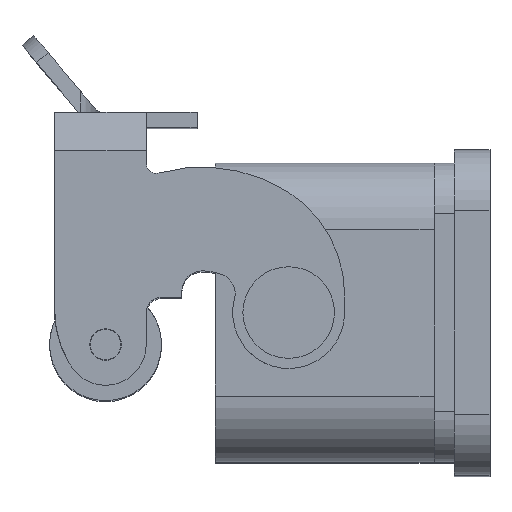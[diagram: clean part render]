
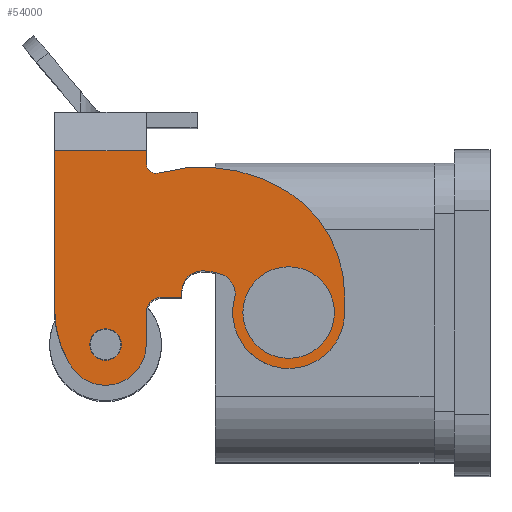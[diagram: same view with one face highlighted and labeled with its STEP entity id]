
A CAD part, top view. The second image highlights one B-rep face of the part: STEP entity #54000.
In plain terms, the highlighted face is planar.
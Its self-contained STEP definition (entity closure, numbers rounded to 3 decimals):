
#48780=CARTESIAN_POINT('',(39.15,2.29,
12.669));
#48790=DIRECTION('',(1.,0.,0.));
#48800=DIRECTION('',(0.,0.,-1.));
#48810=AXIS2_PLACEMENT_3D('',#48780,#48790,#48800);
#48820=CIRCLE('',#48810,12.);
#48830=CARTESIAN_POINT('',(39.15,-9.71,
12.669));
#48840=VERTEX_POINT('',#48830);
#48850=CARTESIAN_POINT('',(39.15,-4.026,
2.465));
#48860=VERTEX_POINT('',#48850);
#48870=EDGE_CURVE('',#48840,#48860,#48820,.T.);
#49270=CARTESIAN_POINT('',(39.15,-9.71,
14.4));
#49280=DIRECTION('',(0.,0.,-1.));
#49290=VECTOR('',#49280,1.);
#49300=LINE('',#49270,#49290);
#49310=CARTESIAN_POINT('',(39.15,-9.71,
14.4));
#49320=VERTEX_POINT('',#49310);
#49330=EDGE_CURVE('',#49320,#48840,#49300,.T.);
#49650=CARTESIAN_POINT('',(39.15,-4.21,
14.4));
#49660=DIRECTION('',(1.,0.,0.));
#49670=DIRECTION('',(0.,0.,-1.));
#49680=AXIS2_PLACEMENT_3D('',#49650,#49660,#49670);
#49690=CIRCLE('',#49680,5.5);
#49700=CARTESIAN_POINT('',(39.15,1.114,
13.021));
#49710=VERTEX_POINT('',#49700);
#49720=EDGE_CURVE('',#49710,#49320,#49690,.T.);
#50050=CARTESIAN_POINT('',(39.15,4.29,
15.9));
#50060=DIRECTION('',(1.,0.,0.));
#50070=DIRECTION('',(0.,0.,-1.));
#50080=AXIS2_PLACEMENT_3D('',#50050,#50060,#50070);
#50090=CIRCLE('',#50080,15.8);
#50100=CARTESIAN_POINT('',(39.15,8.522,
0.677));
#50110=VERTEX_POINT('',#50100);
#50120=EDGE_CURVE('',#48860,#50110,#50090,.T.);
#51990=CARTESIAN_POINT('',(39.15,4.29,
15.9));
#52000=DIRECTION('',(1.,0.,0.));
#52010=DIRECTION('',(0.,0.,-1.));
#52020=AXIS2_PLACEMENT_3D('',#51990,#52000,#52010);
#52030=CIRCLE('',#52020,5.6);
#52040=CARTESIAN_POINT('',(39.15,2.362,
10.642));
#52050=VERTEX_POINT('',#52040);
#52060=CARTESIAN_POINT('',(39.15,4.29,
10.3));
#52070=VERTEX_POINT('',#52060);
#52080=EDGE_CURVE('',#52050,#52070,#52030,.T.);
#52380=CARTESIAN_POINT('',(39.15,3.051,
12.52));
#52390=DIRECTION('',(1.,0.,0.));
#52400=DIRECTION('',(0.,0.,-1.));
#52410=AXIS2_PLACEMENT_3D('',#52380,#52390,#52400);
#52420=CIRCLE('',#52410,2.);
#52430=EDGE_CURVE('',#49710,#52050,#52420,.T.);
#52580=CARTESIAN_POINT('',(39.15,7.011,
-51.39));
#52590=DIRECTION('',(1.,0.,0.));
#52600=DIRECTION('',(0.,0.,-1.));
#52610=AXIS2_PLACEMENT_3D('',#52580,#52590,#52600);
#52620=PLANE('',#52610);
#52630=CARTESIAN_POINT('',(39.15,-4.21,
14.4));
#52640=DIRECTION('',(1.,0.,0.));
#52650=DIRECTION('',(0.,0.,-1.));
#52660=AXIS2_PLACEMENT_3D('',#52630,#52640,#52650);
#52670=CIRCLE('',#52660,4.5);
#52680=CARTESIAN_POINT('',(39.15,-4.21,
18.9));
#52690=VERTEX_POINT('',#52680);
#52700=CARTESIAN_POINT('',(39.15,-4.21,
9.9));
#52710=VERTEX_POINT('',#52700);
#52720=EDGE_CURVE('',#52690,#52710,#52670,.T.);
#52730=ORIENTED_EDGE('',*,*,#52720,.F.);
#52740=EDGE_CURVE('',#52710,#52690,#52670,.T.);
#52750=ORIENTED_EDGE('',*,*,#52740,.F.);
#52760=EDGE_LOOP('',(#52750,#52730));
#52770=FACE_BOUND('',#52760,.T.);
#52780=CARTESIAN_POINT('',(39.15,13.79,
17.55));
#52790=DIRECTION('',(1.,0.,0.));
#52800=DIRECTION('',(0.,0.,-1.));
#52810=AXIS2_PLACEMENT_3D('',#52780,#52790,#52800);
#52820=CIRCLE('',#52810,1.55);
#52830=CARTESIAN_POINT('',(39.15,13.79,
19.1));
#52840=VERTEX_POINT('',#52830);
#52850=CARTESIAN_POINT('',(39.15,13.79,
16.));
#52860=VERTEX_POINT('',#52850);
#52870=EDGE_CURVE('',#52840,#52860,#52820,.T.);
#52880=ORIENTED_EDGE('',*,*,#52870,.F.);
#52890=EDGE_CURVE('',#52860,#52840,#52820,.T.);
#52900=ORIENTED_EDGE('',*,*,#52890,.F.);
#52910=EDGE_LOOP('',(#52900,#52880));
#52920=FACE_BOUND('',#52910,.T.);
#52930=CARTESIAN_POINT('',(39.15,4.29,
12.3));
#52940=DIRECTION('',(1.,0.,0.));
#52950=DIRECTION('',(0.,0.,-1.));
#52960=AXIS2_PLACEMENT_3D('',#52930,#52940,#52950);
#52970=CIRCLE('',#52960,2.);
#52980=CARTESIAN_POINT('',(39.15,6.29,
12.3));
#52990=VERTEX_POINT('',#52980);
#53000=EDGE_CURVE('',#52070,#52990,#52970,.T.);
#53010=ORIENTED_EDGE('',*,*,#53000,.F.);
#53020=CARTESIAN_POINT('',(39.15,6.29,
-51.39));
#53030=DIRECTION('',(0.,0.,-1.));
#53040=VECTOR('',#53030,1.);
#53050=LINE('',#53020,#53040);
#53060=CARTESIAN_POINT('',(39.15,6.29,
12.9));
#53070=VERTEX_POINT('',#53060);
#53080=EDGE_CURVE('',#53070,#52990,#53050,.T.);
#53090=ORIENTED_EDGE('',*,*,#53080,.T.);
#53100=CARTESIAN_POINT('',(39.15,8.29,
12.9));
#53110=DIRECTION('',(0.,-1.,0.));
#53120=VECTOR('',#53110,1.);
#53130=LINE('',#53100,#53120);
#53140=CARTESIAN_POINT('',(39.15,8.29,
12.9));
#53150=VERTEX_POINT('',#53140);
#53160=EDGE_CURVE('',#53150,#53070,#53130,.T.);
#53170=ORIENTED_EDGE('',*,*,#53160,.T.);
#53180=CARTESIAN_POINT('',(39.15,8.29,
14.4));
#53190=DIRECTION('',(1.,0.,0.));
#53200=DIRECTION('',(0.,0.,-1.));
#53210=AXIS2_PLACEMENT_3D('',#53180,#53190,#53200);
#53220=CIRCLE('',#53210,1.5);
#53230=CARTESIAN_POINT('',(39.15,9.79,
14.4));
#53240=VERTEX_POINT('',#53230);
#53250=EDGE_CURVE('',#53150,#53240,#53220,.T.);
#53260=ORIENTED_EDGE('',*,*,#53250,.F.);
#53270=CARTESIAN_POINT('',(39.15,9.79,
17.55));
#53280=DIRECTION('',(0.,0.,-1.));
#53290=VECTOR('',#53280,1.);
#53300=LINE('',#53270,#53290);
#53310=CARTESIAN_POINT('',(39.15,9.79,
17.55));
#53320=VERTEX_POINT('',#53310);
#53330=EDGE_CURVE('',#53320,#53240,#53300,.T.);
#53340=ORIENTED_EDGE('',*,*,#53330,.T.);
#53350=CARTESIAN_POINT('',(39.15,13.79,
17.55));
#53360=DIRECTION('',(1.,0.,0.));
#53370=DIRECTION('',(0.,0.,-1.));
#53380=AXIS2_PLACEMENT_3D('',#53350,#53360,#53370);
#53390=CIRCLE('',#53380,4.);
#53400=CARTESIAN_POINT('',(39.15,17.254,
19.55));
#53410=VERTEX_POINT('',#53400);
#53420=EDGE_CURVE('',#53410,#53320,#53390,.T.);
#53430=ORIENTED_EDGE('',*,*,#53420,.T.);
#53440=CARTESIAN_POINT('',(39.15,17.45,
19.21));
#53450=DIRECTION('',(0.,-0.5,
0.866));
#53460=VECTOR('',#53450,1.);
#53470=LINE('',#53440,#53460);
#53480=CARTESIAN_POINT('',(39.15,17.45,
19.21));
#53490=VERTEX_POINT('',#53480);
#53500=EDGE_CURVE('',#53490,#53410,#53470,.T.);
#53510=ORIENTED_EDGE('',*,*,#53500,.T.);
#53520=CARTESIAN_POINT('',(39.15,8.79,
14.21));
#53530=DIRECTION('',(1.,0.,0.));
#53540=DIRECTION('',(0.,0.,-1.));
#53550=AXIS2_PLACEMENT_3D('',#53520,#53530,#53540);
#53560=CIRCLE('',#53550,10.);
#53570=CARTESIAN_POINT('',(39.15,18.79,
14.21));
#53580=VERTEX_POINT('',#53570);
#53590=EDGE_CURVE('',#53580,#53490,#53560,.T.);
#53600=ORIENTED_EDGE('',*,*,#53590,.T.);
#53610=CARTESIAN_POINT('',(39.15,18.79,
14.21));
#53620=DIRECTION('',(0.,0.,-1.));
#53630=VECTOR('',#53620,1.);
#53640=LINE('',#53610,#53630);
#53650=CARTESIAN_POINT('',(39.15,18.79,
-1.5));
#53660=VERTEX_POINT('',#53650);
#53670=EDGE_CURVE('',#53580,#53660,#53640,.T.);
#53680=ORIENTED_EDGE('',*,*,#53670,.F.);
#53690=CARTESIAN_POINT('',(39.15,7.011,
-1.5));
#53700=DIRECTION('',(0.,-1.,0.));
#53710=VECTOR('',#53700,1.);
#53720=LINE('',#53690,#53710);
#53730=CARTESIAN_POINT('',(39.15,9.79,
-1.5));
#53740=VERTEX_POINT('',#53730);
#53750=EDGE_CURVE('',#53660,#53740,#53720,.T.);
#53760=ORIENTED_EDGE('',*,*,#53750,.F.);
#53770=CARTESIAN_POINT('',(39.15,9.79,
-51.39));
#53780=DIRECTION('',(0.,0.,1.));
#53790=VECTOR('',#53780,1.);
#53800=LINE('',#53770,#53790);
#53810=CARTESIAN_POINT('',(39.15,9.79,
-0.286));
#53820=VERTEX_POINT('',#53810);
#53830=EDGE_CURVE('',#53740,#53820,#53800,.T.);
#53840=ORIENTED_EDGE('',*,*,#53830,.F.);
#53850=CARTESIAN_POINT('',(39.15,8.79,
-0.286));
#53860=DIRECTION('',(1.,0.,0.));
#53870=DIRECTION('',(0.,0.,-1.));
#53880=AXIS2_PLACEMENT_3D('',#53850,#53860,#53870);
#53890=CIRCLE('',#53880,1.);
#53900=EDGE_CURVE('',#53820,#50110,#53890,.T.);
#53910=ORIENTED_EDGE('',*,*,#53900,.F.);
#53920=ORIENTED_EDGE('',*,*,#50120,.T.);
#53930=ORIENTED_EDGE('',*,*,#48870,.T.);
#53940=ORIENTED_EDGE('',*,*,#49330,.T.);
#53950=ORIENTED_EDGE('',*,*,#49720,.T.);
#53960=ORIENTED_EDGE('',*,*,#52430,.F.);
#53970=ORIENTED_EDGE('',*,*,#52080,.F.);
#53980=EDGE_LOOP('',(#53970,#53960,#53950,#53940,#53930,#53920,#53910,
#53840,#53760,#53680,#53600,#53510,#53430,#53340,#53260,#53170,#53090,
#53010));
#53990=FACE_OUTER_BOUND('',#53980,.T.);
#54000=ADVANCED_FACE('',(#52770,#52920,#53990),#52620,.T.);
